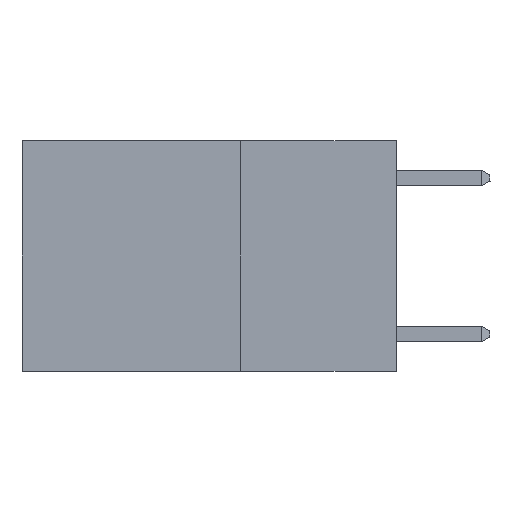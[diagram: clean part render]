
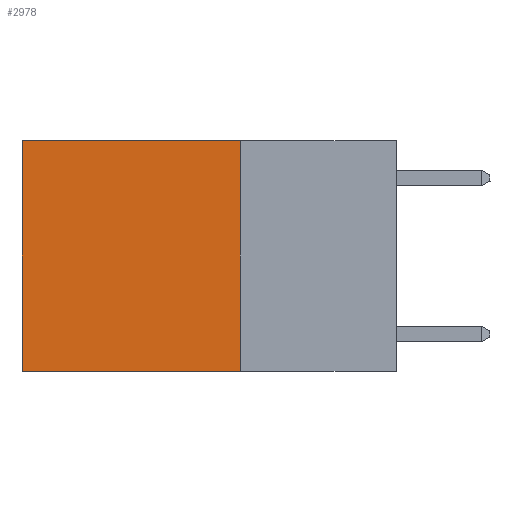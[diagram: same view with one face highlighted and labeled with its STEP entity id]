
A CAD part, left-side view. The second image highlights one B-rep face of the part: STEP entity #2978.
In plain terms, the highlighted planar face has unit normal (-1, 0, 0).
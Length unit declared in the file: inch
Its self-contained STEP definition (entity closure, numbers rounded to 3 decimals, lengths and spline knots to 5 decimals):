
#58 = LINE ( 'NONE', #7755, #3790 ) ;
#96 = CARTESIAN_POINT ( 'NONE',  ( 0.2625, 0.6, 0. ) ) ;
#743 = DIRECTION ( 'NONE',  ( 0., 1., 0. ) ) ;
#1604 = LINE ( 'NONE', #7568, #4896 ) ;
#1896 = CARTESIAN_POINT ( 'NONE',  ( 0.2625, 0.25, -0.37 ) ) ;
#2301 = FACE_OUTER_BOUND ( 'NONE', #5100, .T. ) ;
#2978 = ADVANCED_FACE ( 'NONE', ( #2301 ), #14565, .F. ) ;
#3021 = ORIENTED_EDGE ( 'NONE', *, *, #13404, .T. ) ;
#3136 = EDGE_CURVE ( 'NONE', #16893, #15459, #15462, .T. ) ;
#3197 = ORIENTED_EDGE ( 'NONE', *, *, #3136, .T. ) ;
#3577 = DIRECTION ( 'NONE',  ( 0., 1., 0. ) ) ;
#3790 = VECTOR ( 'NONE', #743, 39.37008 ) ;
#4660 = VECTOR ( 'NONE', #10147, 39.37008 ) ;
#4896 = VECTOR ( 'NONE', #3577, 39.37008 ) ;
#5100 = EDGE_LOOP ( 'NONE', ( #3197, #11164, #8814, #3021 ) ) ;
#6200 = LINE ( 'NONE', #11363, #4660 ) ;
#7568 = CARTESIAN_POINT ( 'NONE',  ( 0.2625, 0.25, -0.37 ) ) ;
#7755 = CARTESIAN_POINT ( 'NONE',  ( 0.2625, 0.25, 0. ) ) ;
#8814 = ORIENTED_EDGE ( 'NONE', *, *, #10689, .F. ) ;
#8974 = AXIS2_PLACEMENT_3D ( 'NONE', #14616, #10463, #16077 ) ;
#9118 = VECTOR ( 'NONE', #11268, 39.37008 ) ;
#10147 = DIRECTION ( 'NONE',  ( 0., 0., -1. ) ) ;
#10213 = EDGE_CURVE ( 'NONE', #17906, #15459, #1604, .T. ) ;
#10463 = DIRECTION ( 'NONE',  ( 1., 0., 0. ) ) ;
#10689 = EDGE_CURVE ( 'NONE', #16974, #17906, #6200, .T. ) ;
#11164 = ORIENTED_EDGE ( 'NONE', *, *, #10213, .F. ) ;
#11268 = DIRECTION ( 'NONE',  ( 0., 0., -1. ) ) ;
#11363 = CARTESIAN_POINT ( 'NONE',  ( 0.2625, 0.25, 0. ) ) ;
#12157 = CARTESIAN_POINT ( 'NONE',  ( 0.2625, 0.6, 0. ) ) ;
#13404 = EDGE_CURVE ( 'NONE', #16974, #16893, #58, .T. ) ;
#14478 = CARTESIAN_POINT ( 'NONE',  ( 0.2625, 0.6, -0.37 ) ) ;
#14565 = PLANE ( 'NONE',  #8974 ) ;
#14616 = CARTESIAN_POINT ( 'NONE',  ( 0.2625, 0.25, 0. ) ) ;
#15141 = CARTESIAN_POINT ( 'NONE',  ( 0.2625, 0.25, 0. ) ) ;
#15459 = VERTEX_POINT ( 'NONE', #14478 ) ;
#15462 = LINE ( 'NONE', #96, #9118 ) ;
#16077 = DIRECTION ( 'NONE',  ( 0., 0., -1. ) ) ;
#16893 = VERTEX_POINT ( 'NONE', #12157 ) ;
#16974 = VERTEX_POINT ( 'NONE', #15141 ) ;
#17906 = VERTEX_POINT ( 'NONE', #1896 ) ;
